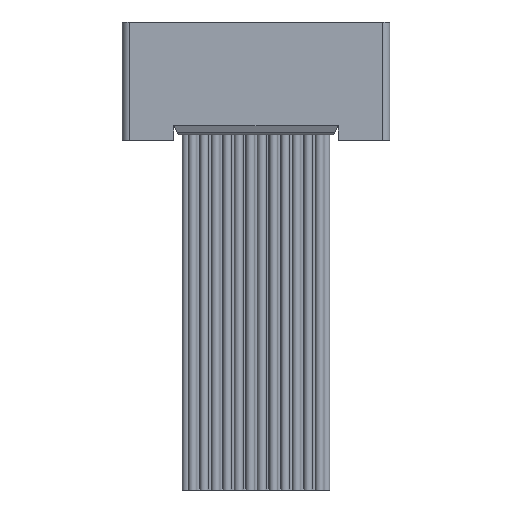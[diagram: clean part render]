
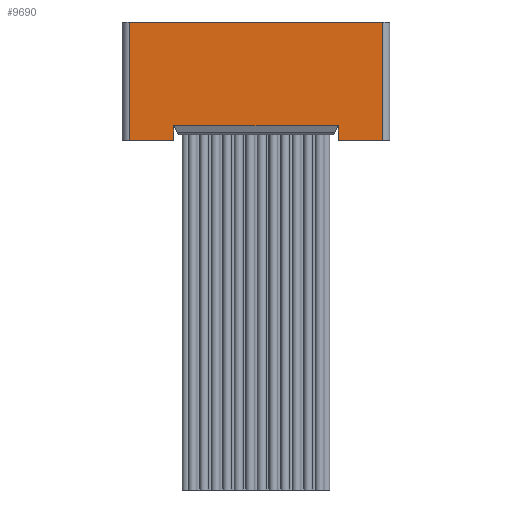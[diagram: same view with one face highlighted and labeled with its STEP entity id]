
A CAD part, front view. The second image highlights one B-rep face of the part: STEP entity #9690.
In plain terms, the highlighted planar face has unit normal (0, -1, 0).
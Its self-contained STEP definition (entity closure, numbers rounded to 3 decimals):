
#94=DIRECTION('',(1.,0.,0.));
#95=VECTOR('',#94,2.45);
#96=CARTESIAN_POINT('',(3.799,-0.72,32.05));
#97=LINE('',#96,#95);
#245=DIRECTION('',(1.,0.,0.));
#246=VECTOR('',#245,13.91);
#247=CARTESIAN_POINT('',(-7.661,-0.72,38.55));
#248=LINE('',#247,#246);
#249=DIRECTION('',(-1.,0.,0.));
#250=VECTOR('',#249,2.45);
#251=CARTESIAN_POINT('',(-5.211,-0.72,32.05));
#252=LINE('',#251,#250);
#257=DIRECTION('',(0.,0.,1.));
#258=VECTOR('',#257,6.5);
#259=CARTESIAN_POINT('',(6.249,-0.72,32.05));
#260=LINE('',#259,#258);
#273=DIRECTION('',(0.,0.,-1.));
#274=VECTOR('',#273,0.8);
#275=CARTESIAN_POINT('',(3.799,-0.72,32.85));
#276=LINE('',#275,#274);
#301=DIRECTION('',(0.,0.,1.));
#302=VECTOR('',#301,0.8);
#303=CARTESIAN_POINT('',(-5.211,-0.72,32.05));
#304=LINE('',#303,#302);
#313=DIRECTION('',(-1.,0.,0.));
#314=VECTOR('',#313,9.01);
#315=CARTESIAN_POINT('',(3.799,-0.72,32.85));
#316=LINE('',#315,#314);
#1913=DIRECTION('',(0.,0.,-1.));
#1914=VECTOR('',#1913,6.5);
#1915=CARTESIAN_POINT('',(-7.661,-0.72,38.55));
#1916=LINE('',#1915,#1914);
#8579=CARTESIAN_POINT('',(6.249,-0.72,38.55));
#8580=VERTEX_POINT('',#8579);
#8581=CARTESIAN_POINT('',(-7.661,-0.72,38.55));
#8582=VERTEX_POINT('',#8581);
#8619=CARTESIAN_POINT('',(-5.211,-0.72,32.05));
#8620=CARTESIAN_POINT('',(-7.661,-0.72,32.05));
#8621=VERTEX_POINT('',#8619);
#8622=VERTEX_POINT('',#8620);
#8631=CARTESIAN_POINT('',(-5.211,-0.72,32.85));
#8632=VERTEX_POINT('',#8631);
#8633=CARTESIAN_POINT('',(3.799,-0.72,32.85));
#8634=VERTEX_POINT('',#8633);
#8635=CARTESIAN_POINT('',(3.799,-0.72,32.05));
#8636=VERTEX_POINT('',#8635);
#8637=CARTESIAN_POINT('',(6.249,-0.72,32.05));
#8638=VERTEX_POINT('',#8637);
#9670=CARTESIAN_POINT('',(-0.706,-0.72,35.3));
#9671=DIRECTION('',(0.,1.,0.));
#9672=DIRECTION('',(0.,0.,1.));
#9673=AXIS2_PLACEMENT_3D('',#9670,#9671,#9672);
#9674=PLANE('',#9673);
#9675=ORIENTED_EDGE('',*,*,#9582,.T.);
#9677=ORIENTED_EDGE('',*,*,#9676,.F.);
#9678=ORIENTED_EDGE('',*,*,#9509,.F.);
#9680=ORIENTED_EDGE('',*,*,#9679,.F.);
#9682=ORIENTED_EDGE('',*,*,#9681,.T.);
#9684=ORIENTED_EDGE('',*,*,#9683,.F.);
#9685=ORIENTED_EDGE('',*,*,#9650,.T.);
#9687=ORIENTED_EDGE('',*,*,#9686,.F.);
#9688=EDGE_LOOP('',(#9675,#9677,#9678,#9680,#9682,#9684,#9685,#9687));
#9689=FACE_OUTER_BOUND('',#9688,.F.);
#9509=EDGE_CURVE('',#8636,#8638,#97,.T.);
#9582=EDGE_CURVE('',#8582,#8580,#248,.T.);
#9650=EDGE_CURVE('',#8621,#8622,#252,.T.);
#9676=EDGE_CURVE('',#8638,#8580,#260,.T.);
#9679=EDGE_CURVE('',#8634,#8636,#276,.T.);
#9681=EDGE_CURVE('',#8634,#8632,#316,.T.);
#9683=EDGE_CURVE('',#8621,#8632,#304,.T.);
#9686=EDGE_CURVE('',#8582,#8622,#1916,.T.);
#9690=ADVANCED_FACE('',(#9689),#9674,.F.);
